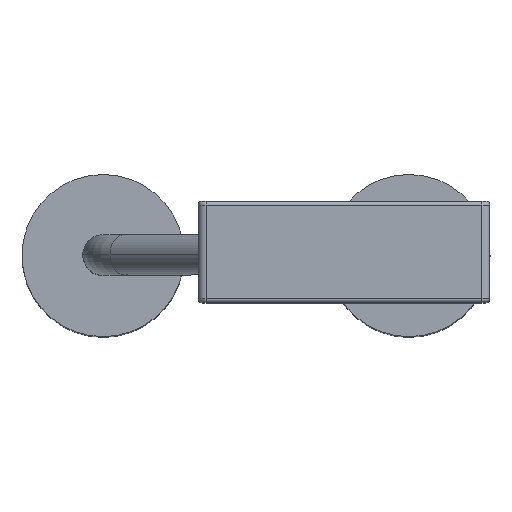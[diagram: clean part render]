
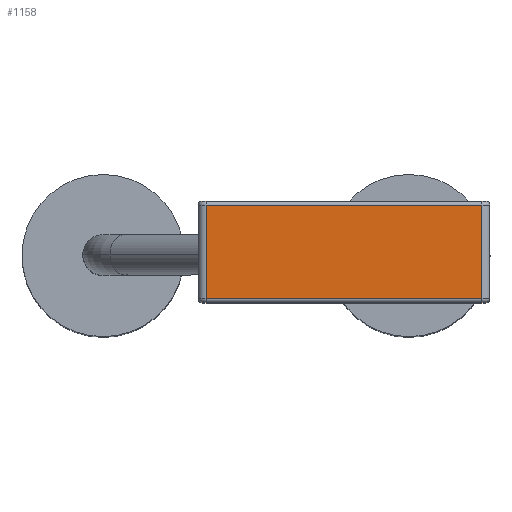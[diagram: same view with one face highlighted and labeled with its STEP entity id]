
A CAD part, top view. The second image highlights one B-rep face of the part: STEP entity #1158.
In plain terms, the highlighted planar face has unit normal (0, 0, 1).
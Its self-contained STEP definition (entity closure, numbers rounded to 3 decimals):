
#133 = ORIENTED_EDGE ( 'NONE', *, *, #229, .T. ) ;
#229 = EDGE_CURVE ( 'NONE', #997, #3848, #357, .T. ) ;
#272 = LINE ( 'NONE', #3732, #2169 ) ;
#311 = CARTESIAN_POINT ( 'NONE',  ( -3.6, 1.25, 5.25 ) ) ;
#343 = CARTESIAN_POINT ( 'NONE',  ( -3.4, 1.15, 5.25 ) ) ;
#357 = LINE ( 'NONE', #1266, #913 ) ;
#513 = VECTOR ( 'NONE', #3687, 1000. ) ;
#594 = DIRECTION ( 'NONE',  ( 0., -1., 0. ) ) ;
#638 = ORIENTED_EDGE ( 'NONE', *, *, #3294, .T. ) ;
#662 = PLANE ( 'NONE',  #3948 ) ;
#913 = VECTOR ( 'NONE', #1958, 1000. ) ;
#997 = VERTEX_POINT ( 'NONE', #343 ) ;
#1150 = LINE ( 'NONE', #2143, #1898 ) ;
#1158 = ADVANCED_FACE ( 'NONE', ( #2539 ), #662, .F. ) ;
#1266 = CARTESIAN_POINT ( 'NONE',  ( -3.4, 1.25, 5.25 ) ) ;
#1367 = CARTESIAN_POINT ( 'NONE',  ( 3.4, 1.15, 5.25 ) ) ;
#1516 = DIRECTION ( 'NONE',  ( -1., 0., 0. ) ) ;
#1641 = CARTESIAN_POINT ( 'NONE',  ( -3.4, -1.15, 5.25 ) ) ;
#1830 = ORIENTED_EDGE ( 'NONE', *, *, #3745, .T. ) ;
#1898 = VECTOR ( 'NONE', #2442, 1000. ) ;
#1958 = DIRECTION ( 'NONE',  ( 0., -1., 0. ) ) ;
#2089 = CARTESIAN_POINT ( 'NONE',  ( 3.4, -1.15, 5.25 ) ) ;
#2143 = CARTESIAN_POINT ( 'NONE',  ( 3.4, 1.25, 5.25 ) ) ;
#2169 = VECTOR ( 'NONE', #1516, 1000. ) ;
#2211 = VERTEX_POINT ( 'NONE', #1367 ) ;
#2420 = ORIENTED_EDGE ( 'NONE', *, *, #3061, .T. ) ;
#2442 = DIRECTION ( 'NONE',  ( 0., 1., 0. ) ) ;
#2539 = FACE_OUTER_BOUND ( 'NONE', #3182, .T. ) ;
#3061 = EDGE_CURVE ( 'NONE', #2211, #997, #272, .T. ) ;
#3182 = EDGE_LOOP ( 'NONE', ( #133, #638, #1830, #2420 ) ) ;
#3231 = VERTEX_POINT ( 'NONE', #4099 ) ;
#3294 = EDGE_CURVE ( 'NONE', #3848, #3231, #3669, .T. ) ;
#3458 = DIRECTION ( 'NONE',  ( 0., 0., -1. ) ) ;
#3669 = LINE ( 'NONE', #2089, #513 ) ;
#3687 = DIRECTION ( 'NONE',  ( 1., 0., 0. ) ) ;
#3732 = CARTESIAN_POINT ( 'NONE',  ( -3.6, 1.15, 5.25 ) ) ;
#3745 = EDGE_CURVE ( 'NONE', #3231, #2211, #1150, .T. ) ;
#3848 = VERTEX_POINT ( 'NONE', #1641 ) ;
#3948 = AXIS2_PLACEMENT_3D ( 'NONE', #311, #3458, #594 ) ;
#4099 = CARTESIAN_POINT ( 'NONE',  ( 3.4, -1.15, 5.25 ) ) ;
